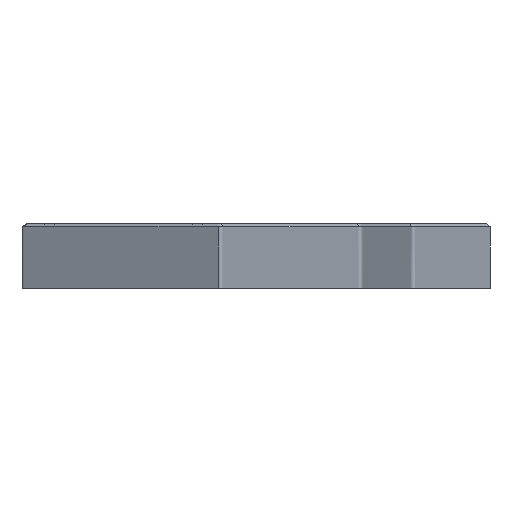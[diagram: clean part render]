
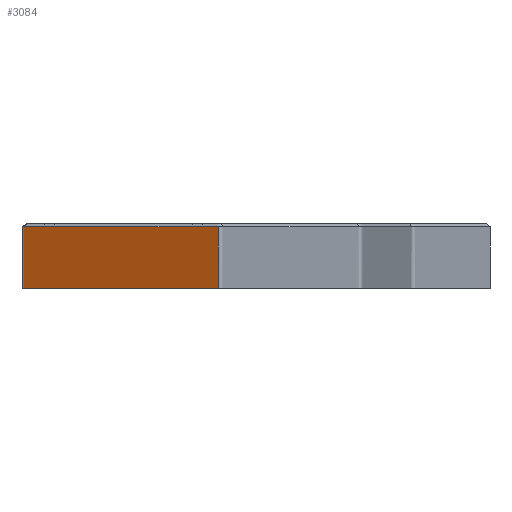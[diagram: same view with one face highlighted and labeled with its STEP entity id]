
A CAD part, left-side view. The second image highlights one B-rep face of the part: STEP entity #3084.
In plain terms, the highlighted planar face has unit normal (-0.866, 0.5, 0).
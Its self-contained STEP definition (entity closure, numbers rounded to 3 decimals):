
#166=PLANE('',#3361);
#328=FACE_OUTER_BOUND('',#503,.T.);
#503=EDGE_LOOP('',(#2755,#2756,#2757,#2758));
#787=LINE('',#4944,#1120);
#790=LINE('',#4953,#1123);
#843=LINE('',#5203,#1176);
#844=LINE('',#5204,#1177);
#1120=VECTOR('',#3993,10.);
#1123=VECTOR('',#4002,10.);
#1176=VECTOR('',#4177,10.);
#1177=VECTOR('',#4178,10.);
#1498=VERTEX_POINT('',#4941);
#1499=VERTEX_POINT('',#4943);
#1502=VERTEX_POINT('',#4951);
#1556=VERTEX_POINT('',#5202);
#1888=EDGE_CURVE('',#1498,#1499,#787,.T.);
#1893=EDGE_CURVE('',#1502,#1498,#790,.T.);
#1980=EDGE_CURVE('',#1502,#1556,#843,.T.);
#1981=EDGE_CURVE('',#1499,#1556,#844,.T.);
#2755=ORIENTED_EDGE('',*,*,#1893,.F.);
#2756=ORIENTED_EDGE('',*,*,#1980,.T.);
#2757=ORIENTED_EDGE('',*,*,#1981,.F.);
#2758=ORIENTED_EDGE('',*,*,#1888,.F.);
#3084=ADVANCED_FACE('',(#328),#166,.T.);
#3361=AXIS2_PLACEMENT_3D('',#5201,#4175,#4176);
#3993=DIRECTION('',(-0.5,-0.866,0.));
#4002=DIRECTION('',(0.,0.,1.));
#4175=DIRECTION('center_axis',(-0.866,0.5,0.));
#4176=DIRECTION('ref_axis',(-0.5,-0.866,0.));
#4177=DIRECTION('',(-0.5,-0.866,0.));
#4178=DIRECTION('',(0.,0.,-1.));
#4941=CARTESIAN_POINT('',(73.542,-19.481,-3.505));
#4943=CARTESIAN_POINT('',(38.935,-79.387,-3.505));
#4944=CARTESIAN_POINT('',(70.624,-24.532,-3.505));
#4951=CARTESIAN_POINT('',(73.542,-19.481,-22.505));
#4953=CARTESIAN_POINT('',(73.542,-19.481,-22.505));
#5201=CARTESIAN_POINT('Origin',(74.042,-18.615,-22.505));
#5202=CARTESIAN_POINT('',(38.935,-79.387,-22.505));
#5203=CARTESIAN_POINT('',(74.042,-18.615,-22.505));
#5204=CARTESIAN_POINT('',(38.935,-79.387,-22.505));
